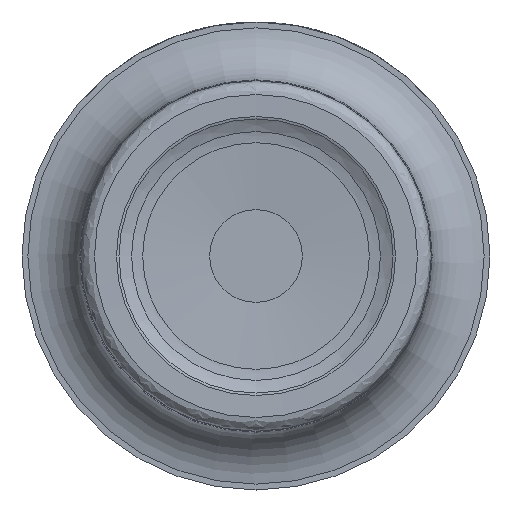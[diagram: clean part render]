
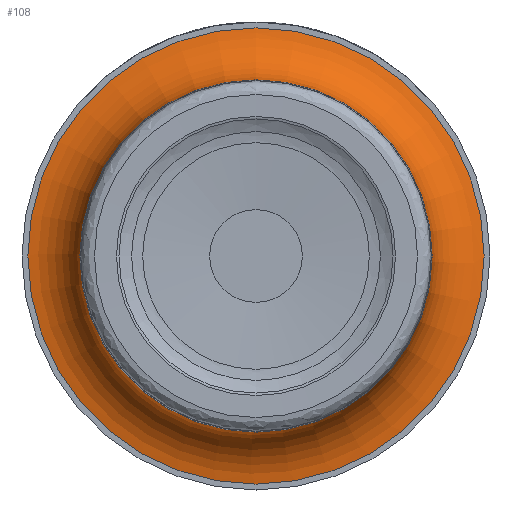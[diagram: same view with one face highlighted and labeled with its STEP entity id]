
A CAD part, left-side view. The second image highlights one B-rep face of the part: STEP entity #108.
In plain terms, the highlighted toroidal (fillet/blend) face has major radius 8.011 mm and minor radius 2 mm.
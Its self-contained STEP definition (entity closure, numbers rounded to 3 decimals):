
#53=TOROIDAL_SURFACE('',#487,8.011,2.);
#108=ADVANCED_FACE('',(#201,#202),#53,.F.);
#201=FACE_BOUND('',#255,.T.);
#202=FACE_BOUND('',#256,.T.);
#255=EDGE_LOOP('',(#314));
#256=EDGE_LOOP('',(#315));
#314=ORIENTED_EDGE('',*,*,#415,.F.);
#315=ORIENTED_EDGE('',*,*,#416,.T.);
#379=VERTEX_POINT('',#792);
#380=VERTEX_POINT('',#794);
#415=EDGE_CURVE('',#379,#379,#455,.T.);
#416=EDGE_CURVE('',#380,#380,#456,.T.);
#455=CIRCLE('',#485,6.011);
#456=CIRCLE('',#486,7.8);
#485=AXIS2_PLACEMENT_3D('',#791,#567,#568);
#486=AXIS2_PLACEMENT_3D('',#793,#569,#570);
#487=AXIS2_PLACEMENT_3D('',#795,#571,#572);
#567=DIRECTION('',(-1.,0.,0.));
#568=DIRECTION('',(0.,0.,1.));
#569=DIRECTION('',(-1.,0.,0.));
#570=DIRECTION('',(0.,0.,1.));
#571=DIRECTION('',(-1.,0.,0.));
#572=DIRECTION('',(0.,0.,1.));
#791=CARTESIAN_POINT('',(19.335,5.06,-4.963));
#792=CARTESIAN_POINT('',(19.335,5.06,1.048));
#793=CARTESIAN_POINT('',(21.289,5.06,-4.963));
#794=CARTESIAN_POINT('',(21.289,5.06,2.837));
#795=CARTESIAN_POINT('',(19.3,5.06,-4.963));
